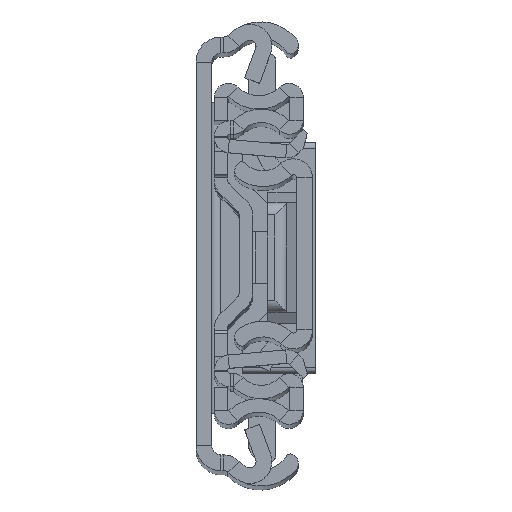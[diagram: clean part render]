
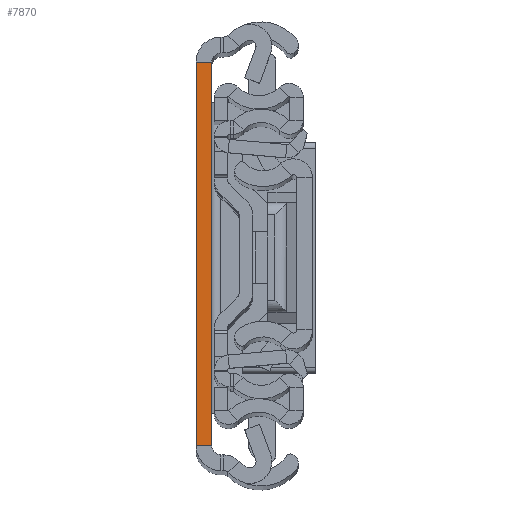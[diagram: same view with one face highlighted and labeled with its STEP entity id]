
A CAD part, top view. The second image highlights one B-rep face of the part: STEP entity #7870.
In plain terms, the highlighted planar face has unit normal (0, 0, 1).
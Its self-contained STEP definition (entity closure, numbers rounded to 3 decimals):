
#34 = DIRECTION ( 'NONE',  ( 0., 1., 0. ) ) ;
#385 = EDGE_LOOP ( 'NONE', ( #12075, #1751, #14707, #10764 ) ) ;
#752 = LINE ( 'NONE', #13552, #13859 ) ;
#1144 = EDGE_CURVE ( 'NONE', #14047, #2728, #13234, .T. ) ;
#1205 = VECTOR ( 'NONE', #9841, 1000. ) ;
#1751 = ORIENTED_EDGE ( 'NONE', *, *, #4394, .F. ) ;
#1796 = CARTESIAN_POINT ( 'NONE',  ( 0., -31.5, 0. ) ) ;
#2379 = LINE ( 'NONE', #13898, #1205 ) ;
#2728 = VERTEX_POINT ( 'NONE', #13754 ) ;
#2738 = CARTESIAN_POINT ( 'NONE',  ( 0., 31.5, 0. ) ) ;
#2948 = CARTESIAN_POINT ( 'NONE',  ( 2.6, -31.5, 0. ) ) ;
#3043 = EDGE_CURVE ( 'NONE', #14783, #2728, #2379, .T. ) ;
#3335 = EDGE_CURVE ( 'NONE', #15318, #14047, #14543, .T. ) ;
#4394 = EDGE_CURVE ( 'NONE', #15318, #14783, #752, .T. ) ;
#4414 = PLANE ( 'NONE',  #13717 ) ;
#5918 = DIRECTION ( 'NONE',  ( 0., 1., 0. ) ) ;
#7870 = ADVANCED_FACE ( 'NONE', ( #9768 ), #4414, .F. ) ;
#8661 = CARTESIAN_POINT ( 'NONE',  ( 2.6, -31.5, 0. ) ) ;
#8916 = VECTOR ( 'NONE', #34, 1000. ) ;
#9225 = DIRECTION ( 'NONE',  ( 1., 0., 0. ) ) ;
#9768 = FACE_OUTER_BOUND ( 'NONE', #385, .T. ) ;
#9841 = DIRECTION ( 'NONE',  ( 1., 0., 0. ) ) ;
#10764 = ORIENTED_EDGE ( 'NONE', *, *, #1144, .T. ) ;
#11148 = DIRECTION ( 'NONE',  ( 0., 1., 0. ) ) ;
#11586 = CARTESIAN_POINT ( 'NONE',  ( 2.6, -31.5, 0. ) ) ;
#11758 = VECTOR ( 'NONE', #9225, 1000. ) ;
#12075 = ORIENTED_EDGE ( 'NONE', *, *, #3043, .F. ) ;
#12328 = CARTESIAN_POINT ( 'NONE',  ( 2.6, -31.5, 0. ) ) ;
#13234 = LINE ( 'NONE', #11586, #8916 ) ;
#13552 = CARTESIAN_POINT ( 'NONE',  ( 0., -31.5, 0. ) ) ;
#13667 = DIRECTION ( 'NONE',  ( 0., 0., -1. ) ) ;
#13717 = AXIS2_PLACEMENT_3D ( 'NONE', #12328, #13667, #11148 ) ;
#13754 = CARTESIAN_POINT ( 'NONE',  ( 2.6, 31.5, 0. ) ) ;
#13859 = VECTOR ( 'NONE', #5918, 1000. ) ;
#13898 = CARTESIAN_POINT ( 'NONE',  ( 2.6, 31.5, 0. ) ) ;
#14047 = VERTEX_POINT ( 'NONE', #8661 ) ;
#14543 = LINE ( 'NONE', #2948, #11758 ) ;
#14707 = ORIENTED_EDGE ( 'NONE', *, *, #3335, .T. ) ;
#14783 = VERTEX_POINT ( 'NONE', #2738 ) ;
#15318 = VERTEX_POINT ( 'NONE', #1796 ) ;
